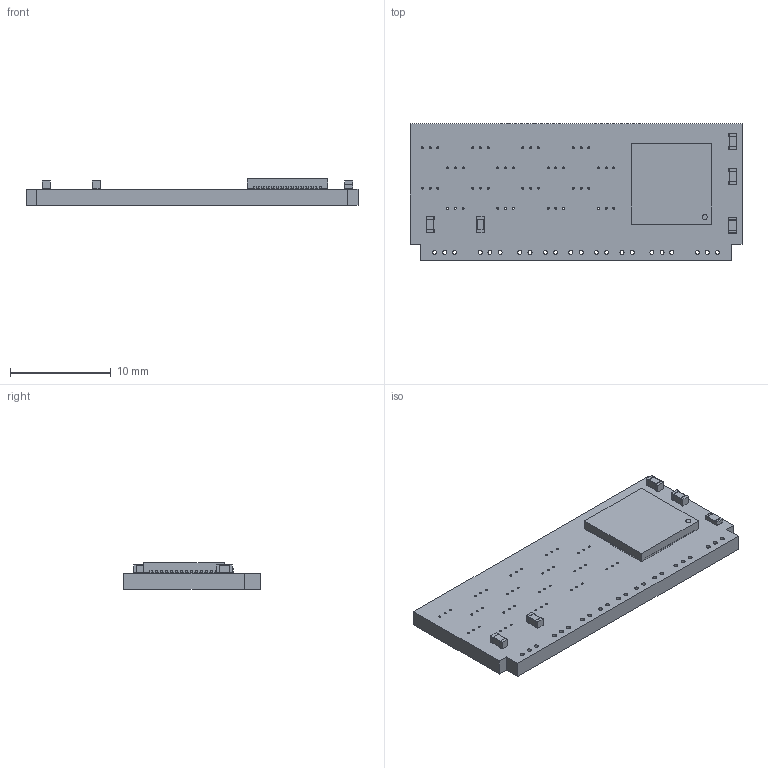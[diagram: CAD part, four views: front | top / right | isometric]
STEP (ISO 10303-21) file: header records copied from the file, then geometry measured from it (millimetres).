
FILE_DESCRIPTION(('KiCad electronic assembly'),'2;1');
FILE_NAME('LEDBoard_4x4_HD.step','2018-10-22T05:09:44',('An Author'),( 'A Company'),'Open CASCADE STEP processor 6.9', 'KiCad to STEP converter','Unknown');
FILE_SCHEMA(('AUTOMOTIVE_DESIGN { 1 0 10303 214 1 1 1 1 }'));
Length unit declared in the file: millimetre
Products named in the file (8): Open CASCADE STEP translator 6.9 1; C_0603_1608Metric; SOLID; R_0603_1608Metric; QFN-56-1EP_8x8mm_P0.5mm_EP4.5x5.2mm; COMPOUND
Assembly tree (10 placements, depth 3):
  Open CASCADE STEP translator 6.9 1
    C_0603_1608Metric  x4
      SOLID
    R_0603_1608Metric
      SOLID
    QFN-56-1EP_8x8mm_P0.5mm_EP4.5x5.2mm
      SOLID
    COMPOUND
Bounding box: 33 x 13.6 x 2.65 mm (x, y, z)
Volume: 772.1 mm3; surface area: 1338.4 mm2
Topology: 7 solids, 7 shells, 593 faces, 1703 edges, 1134 vertices
Faces by surface type: plane 385, cylinder 208
Full cylindrical faces by diameter (mm): 0.2 x73, 0.4 x22, 0.5 x1
Entity records: 40355 total; most frequent: CARTESIAN_POINT 7573, DIRECTION 5578, LINE 3773, VECTOR 3773, ORIENTED_EDGE 2974, PCURVE 2974, DEFINITIONAL_REPRESENTATION 2974, EDGE_CURVE 1487
